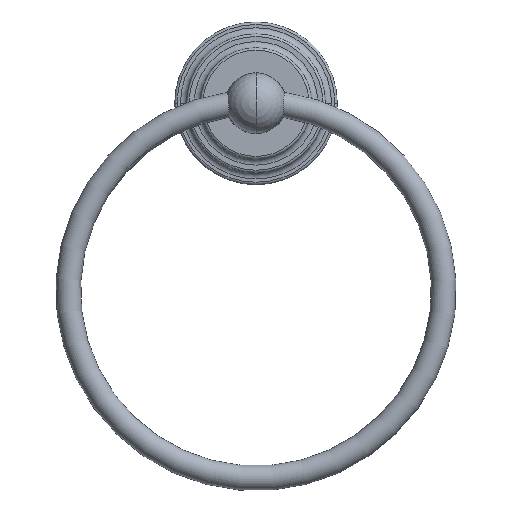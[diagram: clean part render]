
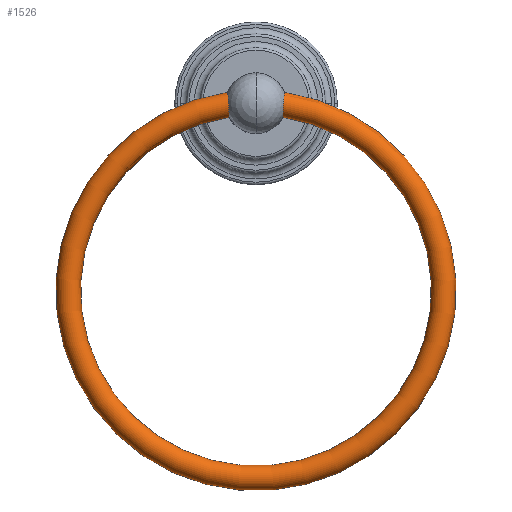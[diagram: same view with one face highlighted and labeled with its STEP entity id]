
A CAD part, top view. The second image highlights one B-rep face of the part: STEP entity #1526.
In plain terms, the highlighted toroidal (fillet/blend) face has major radius 75.057 mm and minor radius 4.953 mm.
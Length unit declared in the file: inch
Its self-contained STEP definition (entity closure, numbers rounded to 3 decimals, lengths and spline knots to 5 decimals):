
#589=CARTESIAN_POINT('',(0.44346,0.17019,1.947));
#590=CARTESIAN_POINT('',(0.44346,0.17019,1.95575));
#591=CARTESIAN_POINT('',(0.4434,0.16902,1.97314));
#592=CARTESIAN_POINT('',(0.44311,0.16371,1.99907));
#593=CARTESIAN_POINT('',(0.44263,0.15499,2.02391));
#594=CARTESIAN_POINT('',(0.44197,0.14304,2.04729));
#595=CARTESIAN_POINT('',(0.44114,0.12813,2.06879));
#596=CARTESIAN_POINT('',(0.44016,0.11061,2.08796));
#597=CARTESIAN_POINT('',(0.43907,0.09125,2.10424));
#598=CARTESIAN_POINT('',(0.43789,0.0703,2.11771));
#599=CARTESIAN_POINT('',(0.43661,0.04773,2.12847));
#600=CARTESIAN_POINT('',(0.43524,0.02383,2.13631));
#601=CARTESIAN_POINT('',(0.43382,-0.00079,
2.141));
#602=CARTESIAN_POINT('',(0.43238,-0.02547,
2.14252));
#603=CARTESIAN_POINT('',(0.43094,-0.05012,
2.14094));
#604=CARTESIAN_POINT('',(0.42949,-0.07454,
2.13623));
#605=CARTESIAN_POINT('',(0.4281,-0.09802,
2.12853));
#606=CARTESIAN_POINT('',(0.42676,-0.12026,
2.118));
#607=CARTESIAN_POINT('',(0.42549,-0.14133,
2.10455));
#608=CARTESIAN_POINT('',(0.4243,-0.16103,
2.08805));
#609=CARTESIAN_POINT('',(0.42322,-0.17863,
2.06877));
#610=CARTESIAN_POINT('',(0.4223,-0.19354,
2.04727));
#611=CARTESIAN_POINT('',(0.42157,-0.20546,
2.02393));
#612=CARTESIAN_POINT('',(0.42103,-0.21419,
1.9991));
#613=CARTESIAN_POINT('',(0.4207,-0.21951,
1.97311));
#614=CARTESIAN_POINT('',(0.42063,-0.22068,
1.95574));
#615=CARTESIAN_POINT('',(0.42063,-0.22068,1.947));
#675=CARTESIAN_POINT('',(-0.42063,-0.22068,1.947));
#676=CARTESIAN_POINT('',(-0.42063,-0.22068,
1.95574));
#677=CARTESIAN_POINT('',(-0.4207,-0.21951,
1.97311));
#678=CARTESIAN_POINT('',(-0.42103,-0.21419,
1.9991));
#679=CARTESIAN_POINT('',(-0.42157,-0.20546,
2.02393));
#680=CARTESIAN_POINT('',(-0.4223,-0.19354,
2.04727));
#681=CARTESIAN_POINT('',(-0.42322,-0.17863,
2.06877));
#682=CARTESIAN_POINT('',(-0.4243,-0.16102,
2.08805));
#683=CARTESIAN_POINT('',(-0.42549,-0.14133,
2.10455));
#684=CARTESIAN_POINT('',(-0.42676,-0.12026,
2.118));
#685=CARTESIAN_POINT('',(-0.4281,-0.09801,
2.12853));
#686=CARTESIAN_POINT('',(-0.42949,-0.07455,
2.13623));
#687=CARTESIAN_POINT('',(-0.43094,-0.05012,
2.14094));
#688=CARTESIAN_POINT('',(-0.43238,-0.02548,
2.14252));
#689=CARTESIAN_POINT('',(-0.43382,-0.0008,
2.141));
#690=CARTESIAN_POINT('',(-0.43524,0.02383,
2.13631));
#691=CARTESIAN_POINT('',(-0.43661,0.04772,
2.12848));
#692=CARTESIAN_POINT('',(-0.43789,0.0703,
2.11771));
#693=CARTESIAN_POINT('',(-0.43907,0.09125,
2.10424));
#694=CARTESIAN_POINT('',(-0.44016,0.11061,
2.08796));
#695=CARTESIAN_POINT('',(-0.44114,0.12813,
2.0688));
#696=CARTESIAN_POINT('',(-0.44197,0.14304,
2.04729));
#697=CARTESIAN_POINT('',(-0.44263,0.15499,
2.02391));
#698=CARTESIAN_POINT('',(-0.44311,0.16371,
1.99907));
#699=CARTESIAN_POINT('',(-0.4434,0.16902,
1.97314));
#700=CARTESIAN_POINT('',(-0.44346,0.17019,
1.95575));
#701=CARTESIAN_POINT('',(-0.44346,0.17019,1.947));
#737=CARTESIAN_POINT('',(0.,-2.94844,1.947));
#738=DIRECTION('',(0.,0.,-1.));
#739=DIRECTION('',(0.152,0.988,0.));
#740=AXIS2_PLACEMENT_3D('',#737,#738,#739);
#745=CARTESIAN_POINT('',(0.,-2.94844,1.947));
#746=DIRECTION('',(0.,0.,1.));
#747=DIRECTION('',(-0.141,0.99,0.));
#748=AXIS2_PLACEMENT_3D('',#745,#746,#747);
#819=VERTEX_POINT('',#589);
#820=VERTEX_POINT('',#615);
#821=VERTEX_POINT('',#675);
#822=VERTEX_POINT('',#701);
#1513=CARTESIAN_POINT('',(0.,-2.94844,1.947));
#1514=DIRECTION('',(0.,0.,1.));
#1515=DIRECTION('',(0.067,-0.998,0.));
#1516=AXIS2_PLACEMENT_3D('',#1513,#1514,#1515);
#1517=TOROIDAL_SURFACE('',#1516,2.955,0.195);
#1519=ORIENTED_EDGE('',*,*,#1518,.F.);
#1520=ORIENTED_EDGE('',*,*,#1475,.F.);
#1522=ORIENTED_EDGE('',*,*,#1521,.F.);
#1523=ORIENTED_EDGE('',*,*,#1499,.F.);
#1524=EDGE_LOOP('',(#1519,#1520,#1522,#1523));
#1525=FACE_OUTER_BOUND('',#1524,.F.);
#616=B_SPLINE_CURVE_WITH_KNOTS('',3,(#589,#590,#591,#592,#593,#594,#595,#596,
#597,#598,#599,#600,#601,#602,#603,#604,#605,#606,#607,#608,#609,#610,#611,#612,
#613,#614,#615),.UNSPECIFIED.,.F.,.F.,(4,1,1,1,1,1,1,1,1,1,1,1,1,1,1,1,1,1,1,1,
1,1,1,1,4),(0.,0.04167,0.08333,0.125,0.16667,
0.20833,0.25,0.29167,0.33333,0.375,
0.41667,0.45833,0.5,0.54167,0.58333,
0.625,0.66667,0.70833,0.75,0.79167,
0.83333,0.875,0.91667,0.95833,1.),
.UNSPECIFIED.);
#702=B_SPLINE_CURVE_WITH_KNOTS('',3,(#675,#676,#677,#678,#679,#680,#681,#682,
#683,#684,#685,#686,#687,#688,#689,#690,#691,#692,#693,#694,#695,#696,#697,#698,
#699,#700,#701),.UNSPECIFIED.,.F.,.F.,(4,1,1,1,1,1,1,1,1,1,1,1,1,1,1,1,1,1,1,1,
1,1,1,1,4),(0.,0.04167,0.08333,0.125,0.16667,
0.20833,0.25,0.29167,0.33333,0.375,
0.41667,0.45833,0.5,0.54167,0.58333,
0.625,0.66667,0.70833,0.75,0.79167,
0.83333,0.875,0.91667,0.95833,1.),
.UNSPECIFIED.);
#741=CIRCLE('',#740,2.76);
#749=CIRCLE('',#748,3.15);
#1475=EDGE_CURVE('',#819,#820,#616,.T.);
#1499=EDGE_CURVE('',#821,#822,#702,.T.);
#1518=EDGE_CURVE('',#820,#821,#741,.T.);
#1521=EDGE_CURVE('',#822,#819,#749,.T.);
#1526=ADVANCED_FACE('',(#1525),#1517,.T.);
